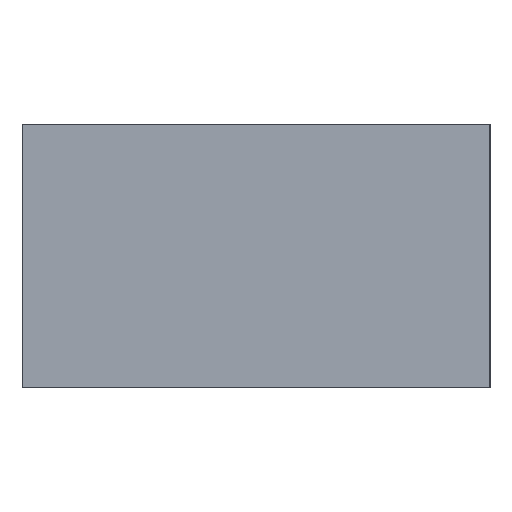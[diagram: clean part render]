
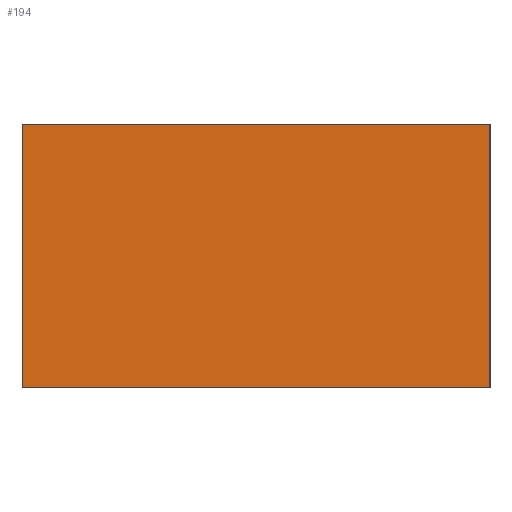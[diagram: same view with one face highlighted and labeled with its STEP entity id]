
A CAD part, left-side view. The second image highlights one B-rep face of the part: STEP entity #194.
In plain terms, the highlighted planar face has unit normal (-1, 0, 0).
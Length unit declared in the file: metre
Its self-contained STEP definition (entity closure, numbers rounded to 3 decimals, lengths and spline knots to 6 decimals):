
#194=ADVANCED_FACE('0:184',(#330),#331,.T.);
#330=FACE_OUTER_BOUND('',#444,.T.);
#331=PLANE('',#445);
#444=EDGE_LOOP('',(#644,#645,#646,#647));
#445=AXIS2_PLACEMENT_3D('',#648,#649,#650);
#644=ORIENTED_EDGE('',*,*,#826,.T.);
#645=ORIENTED_EDGE('',*,*,#832,.F.);
#646=ORIENTED_EDGE('',*,*,#811,.F.);
#647=ORIENTED_EDGE('',*,*,#819,.T.);
#648=CARTESIAN_POINT('',(-0.0003,-0.00015,0.00013));
#649=DIRECTION('',(-1.0,0.0,0.0));
#650=DIRECTION('',(0.0,0.0,1.0));
#811=EDGE_CURVE('0:202',#939,#941,#942,.T.);
#819=EDGE_CURVE('0:247',#939,#953,#955,.F.);
#826=EDGE_CURVE('0:250',#953,#964,#966,.T.);
#832=EDGE_CURVE('0:253',#941,#964,#972,.T.);
#939=VERTEX_POINT('',#1123);
#941=VERTEX_POINT('',#1126);
#942=LINE('',#1127,#1128);
#953=VERTEX_POINT('',#1144);
#955=LINE('',#1147,#1148);
#964=VERTEX_POINT('',#1161);
#966=LINE('',#1164,#1165);
#972=LINE('',#1173,#1174);
#1123=CARTESIAN_POINT('',(-0.0003,-0.00015,0.00045));
#1126=CARTESIAN_POINT('',(-0.0003,-0.00015,0.0));
#1127=CARTESIAN_POINT('',(-0.0003,-0.00015,0.00003));
#1128=VECTOR('',#1287,1.0);
#1144=CARTESIAN_POINT('',(-0.0003,0.00065,0.00045));
#1147=CARTESIAN_POINT('',(-0.0003,-0.00015,0.00045));
#1148=VECTOR('',#1294,1.0);
#1161=CARTESIAN_POINT('',(-0.0003,0.00065,0.0));
#1164=CARTESIAN_POINT('',(-0.0003,0.00065,0.000065));
#1165=VECTOR('',#1300,1.0);
#1173=CARTESIAN_POINT('',(-0.0003,-0.00015,0.0));
#1174=VECTOR('',#1303,1.0);
#1287=DIRECTION('',(0.0,0.0,-1.0));
#1294=DIRECTION('',(0.0,-1.0,0.0));
#1300=DIRECTION('',(-0.0,-0.0,-1.0));
#1303=DIRECTION('',(0.0,1.0,0.0));
